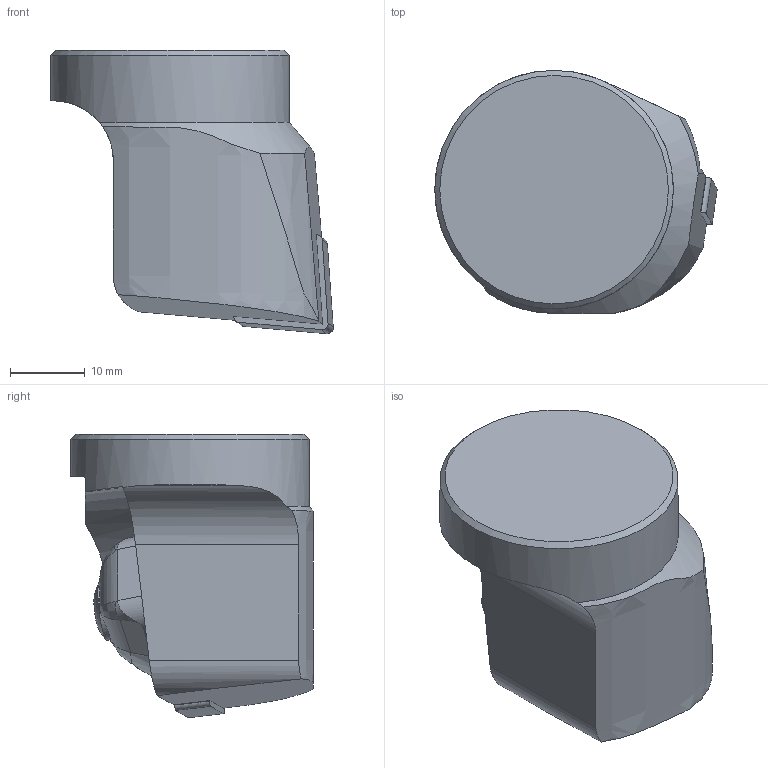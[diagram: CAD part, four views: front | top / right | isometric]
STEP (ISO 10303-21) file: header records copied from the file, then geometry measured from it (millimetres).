
FILE_DESCRIPTION(/* description */ (''),/* implementation_level */ '2;1');
FILE_NAME(/* name */ '1641545009341.stp',/* time_stamp */ '2022-01-07T14:13:42+06:00',/* author */ (''),/* organization */ ('SMS'),/* preprocessor_version */ 'ST-DEVELOPER v16.7',/* originating_system */ 'SIEMENS PLM Software NX 12.0',/* authorisation */ '');
FILE_SCHEMA (('AUTOMOTIVE_DESIGN { 1 0 10303 214 3 1 1 1 }'));
Length unit declared in the file: millimetre
Products named in the file (4): ASSEMBLY_CONSTRUCTION; IsoTurningInsert; 201778399mod000_01; 201778398mod000_01
Assembly tree (3 placements, depth 2):
  201778398mod000_01
    201778399mod000_01
    IsoTurningInsert
    ASSEMBLY_CONSTRUCTION
Bounding box: 37.87 x 32.57 x 38 mm (x, y, z)
Volume: 22298.3 mm3; surface area: 6229.4 mm2
Topology: 2 solids, 2 shells, 72 faces, 202 edges, 140 vertices
Faces by surface type: plane 36, cylinder 21, bspline 9, cone 4, extrusion 1, sphere 1
Full cylindrical faces by diameter (mm): 5 x1, 5.156 x2, 8 x1, 32 x1
Entity records: 2900 total; most frequent: CARTESIAN_POINT 1040, ORIENTED_EDGE 376, DIRECTION 329, EDGE_CURVE 188, VERTEX_POINT 127, AXIS2_PLACEMENT_3D 125, EDGE_LOOP 85, VECTOR 79
